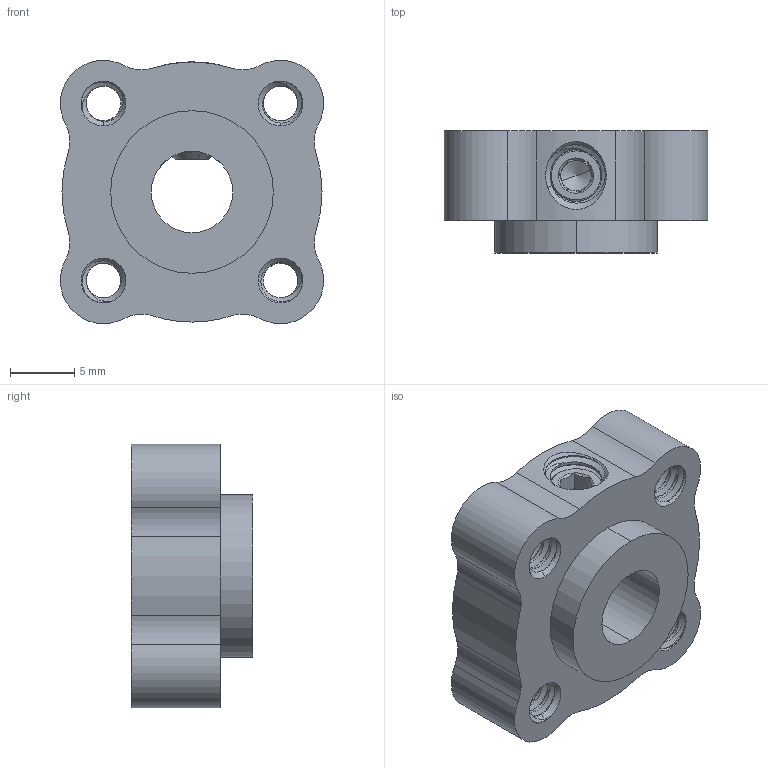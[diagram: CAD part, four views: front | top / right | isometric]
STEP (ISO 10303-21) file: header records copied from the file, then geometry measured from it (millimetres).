
FILE_DESCRIPTION (( 'STEP AP203' ), '1' );
FILE_NAME ('545548 assembly.STEP', '2017-06-30T21:04:17', ( '' ), ( '' ), 'SwSTEP 2.0', 'SolidWorks 2016', '' );
FILE_SCHEMA (( 'CONFIG_CONTROL_DESIGN' ));
Length unit declared in the file: inch
Products named in the file (3): 545548; 545548 assembly; 632138_91375A438
Assembly tree (2 placements, depth 2):
  545548 assembly
    545548
    632138_91375A438
Bounding box: 20.57 x 9.53 x 20.57 mm (x, y, z)
Volume: 2529 mm3; surface area: 2204.2 mm2
Topology: 2 solids, 2 shells, 300 faces, 847 edges, 549 vertices
Faces by surface type: cylinder 225, cone 42, bspline 17, plane 16
Entity records: 21289 total; most frequent: CARTESIAN_POINT 14537, ORIENTED_EDGE 1686, DIRECTION 1056, EDGE_CURVE 843, VERTEX_POINT 549, AXIS2_PLACEMENT_3D 400, EDGE_LOOP 314, ADVANCED_FACE 300
